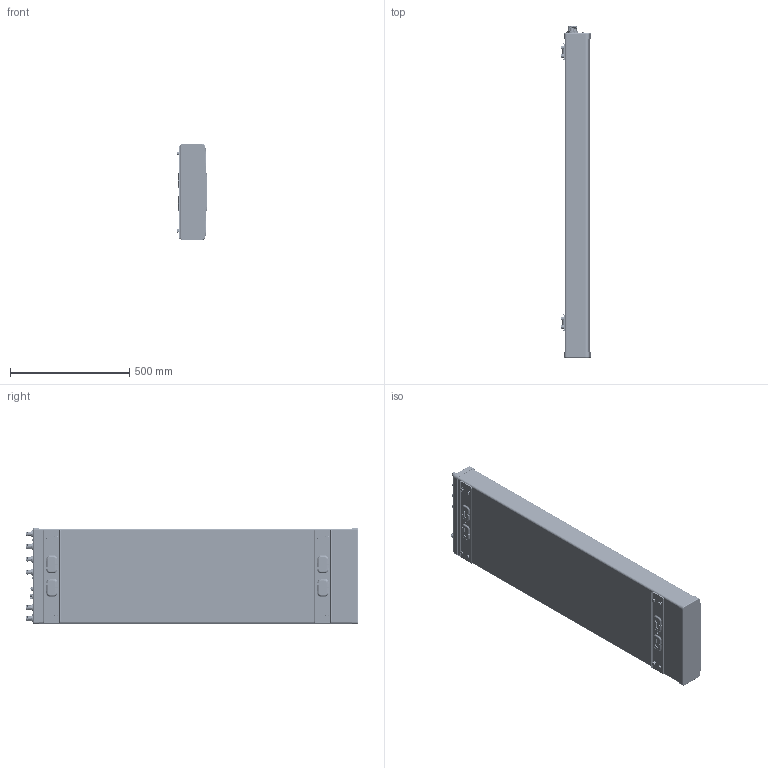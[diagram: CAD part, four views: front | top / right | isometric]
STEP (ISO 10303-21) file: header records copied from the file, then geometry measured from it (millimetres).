
FILE_DESCRIPTION (( 'STEP AP214' ), '1' );
FILE_NAME ('HG1727S6X6518-4F-R_3D.step', '2023-02-21T00:12:47', ( '' ), ( '' ), 'SwSTEP 2.0', 'SolidWorks 2022', '' );
FILE_SCHEMA (( 'AUTOMOTIVE_DESIGN' ));
Length unit declared in the file: inch
Products named in the file (1): HG1727S6X6518-4F-R_3D
Bounding box: 122.89 x 1389.7 x 405 mm (x, y, z)
Volume: 3834462.3 mm3; surface area: 3192981.4 mm2
Topology: 54 solids, 54 shells, 6093 faces, 15706 edges, 9887 vertices
Faces by surface type: plane 2729, cylinder 1932, cone 822, bspline 328, torus 268, sphere 14
Entity records: 318804 total; most frequent: CARTESIAN_POINT 93705, ORIENTED_EDGE 31396, DIRECTION 29028, EDGE_CURVE 15698, AXIS2_PLACEMENT_3D 10748, VERTEX_POINT 9887, VECTOR 7532, LINE 7532
